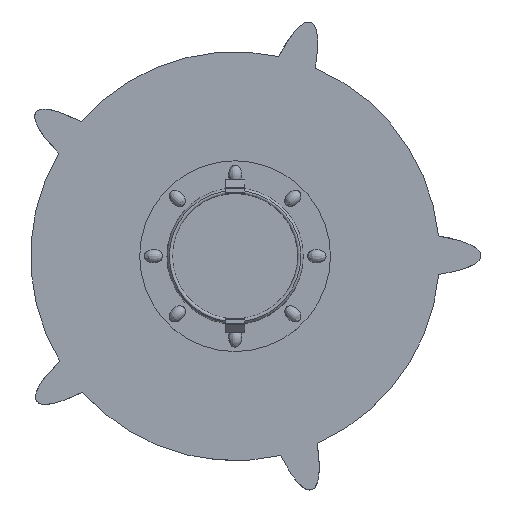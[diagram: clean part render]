
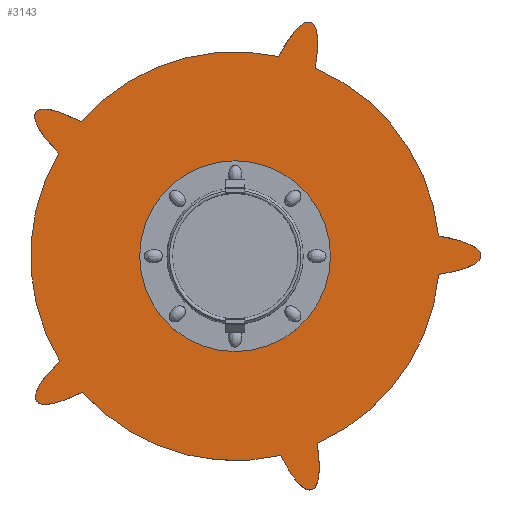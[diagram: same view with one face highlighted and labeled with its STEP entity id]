
A CAD part, top view. The second image highlights one B-rep face of the part: STEP entity #3143.
In plain terms, the highlighted planar face has unit normal (0, 0, 1).
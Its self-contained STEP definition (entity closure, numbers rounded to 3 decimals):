
#61=FACE_BOUND('',#481,.T.);
#79=PLANE('',#3363);
#217=CIRCLE('',#3349,75.);
#220=CIRCLE('',#3353,75.);
#221=CIRCLE('',#3355,75.);
#223=CIRCLE('',#3358,75.);
#226=CIRCLE('',#3362,75.);
#227=CIRCLE('',#3364,35.);
#297=FACE_OUTER_BOUND('',#480,.T.);
#480=EDGE_LOOP('',(#2250,#2251,#2252,#2253,#2254,#2255,#2256,#2257,#2258,
#2259));
#481=EDGE_LOOP('',(#2260));
#671=(
BOUNDED_CURVE()
B_SPLINE_CURVE(2,(#4518,#4519,#4520),.UNSPECIFIED.,.F.,.F.)
B_SPLINE_CURVE_WITH_KNOTS((3,3),(0.,3.406),.UNSPECIFIED.)
CURVE()
GEOMETRIC_REPRESENTATION_ITEM()
RATIONAL_B_SPLINE_CURVE((1.,0.519,1.))
REPRESENTATION_ITEM('')
);
#672=(
BOUNDED_CURVE()
B_SPLINE_CURVE(2,(#4675,#4676,#4677),.UNSPECIFIED.,.F.,.F.)
B_SPLINE_CURVE_WITH_KNOTS((3,3),(0.,3.406),.UNSPECIFIED.)
CURVE()
GEOMETRIC_REPRESENTATION_ITEM()
RATIONAL_B_SPLINE_CURVE((1.,0.519,1.))
REPRESENTATION_ITEM('')
);
#673=(
BOUNDED_CURVE()
B_SPLINE_CURVE(2,(#4826,#4827,#4828),.UNSPECIFIED.,.F.,.F.)
B_SPLINE_CURVE_WITH_KNOTS((3,3),(0.,3.406),.UNSPECIFIED.)
CURVE()
GEOMETRIC_REPRESENTATION_ITEM()
RATIONAL_B_SPLINE_CURVE((1.,0.519,1.))
REPRESENTATION_ITEM('')
);
#674=(
BOUNDED_CURVE()
B_SPLINE_CURVE(2,(#4978,#4979,#4980),.UNSPECIFIED.,.F.,.F.)
B_SPLINE_CURVE_WITH_KNOTS((3,3),(0.,3.406),.UNSPECIFIED.)
CURVE()
GEOMETRIC_REPRESENTATION_ITEM()
RATIONAL_B_SPLINE_CURVE((1.,0.519,1.))
REPRESENTATION_ITEM('')
);
#675=(
BOUNDED_CURVE()
B_SPLINE_CURVE(2,(#5126,#5127,#5128),.UNSPECIFIED.,.F.,.F.)
B_SPLINE_CURVE_WITH_KNOTS((3,3),(0.,3.406),.UNSPECIFIED.)
CURVE()
GEOMETRIC_REPRESENTATION_ITEM()
RATIONAL_B_SPLINE_CURVE((1.,0.519,1.))
REPRESENTATION_ITEM('')
);
#1437=VERTEX_POINT('',#4515);
#1438=VERTEX_POINT('',#4517);
#1439=VERTEX_POINT('',#4523);
#1442=VERTEX_POINT('',#4531);
#1444=VERTEX_POINT('',#4674);
#1445=VERTEX_POINT('',#4680);
#1448=VERTEX_POINT('',#4825);
#1449=VERTEX_POINT('',#4831);
#1452=VERTEX_POINT('',#4976);
#1454=VERTEX_POINT('',#4984);
#1455=VERTEX_POINT('',#5130);
#1761=EDGE_CURVE('',#1437,#1438,#671,.T.);
#1763=EDGE_CURVE('',#1439,#1438,#217,.T.);
#1768=EDGE_CURVE('',#1437,#1442,#220,.T.);
#1770=EDGE_CURVE('',#1439,#1444,#672,.T.);
#1772=EDGE_CURVE('',#1445,#1444,#221,.T.);
#1776=EDGE_CURVE('',#1445,#1448,#673,.T.);
#1778=EDGE_CURVE('',#1449,#1448,#223,.T.);
#1783=EDGE_CURVE('',#1452,#1442,#674,.T.);
#1786=EDGE_CURVE('',#1452,#1454,#226,.T.);
#1788=EDGE_CURVE('',#1449,#1454,#675,.T.);
#1789=EDGE_CURVE('',#1455,#1455,#227,.T.);
#2250=ORIENTED_EDGE('',*,*,#1778,.T.);
#2251=ORIENTED_EDGE('',*,*,#1776,.F.);
#2252=ORIENTED_EDGE('',*,*,#1772,.T.);
#2253=ORIENTED_EDGE('',*,*,#1770,.F.);
#2254=ORIENTED_EDGE('',*,*,#1763,.T.);
#2255=ORIENTED_EDGE('',*,*,#1761,.F.);
#2256=ORIENTED_EDGE('',*,*,#1768,.T.);
#2257=ORIENTED_EDGE('',*,*,#1783,.F.);
#2258=ORIENTED_EDGE('',*,*,#1786,.T.);
#2259=ORIENTED_EDGE('',*,*,#1788,.F.);
#2260=ORIENTED_EDGE('',*,*,#1789,.F.);
#3143=ADVANCED_FACE('',(#297,#61),#79,.T.);
#3349=AXIS2_PLACEMENT_3D('',#4524,#3572,#3573);
#3353=AXIS2_PLACEMENT_3D('',#4533,#3582,#3583);
#3355=AXIS2_PLACEMENT_3D('',#4681,#3587,#3588);
#3358=AXIS2_PLACEMENT_3D('',#4832,#3595,#3596);
#3362=AXIS2_PLACEMENT_3D('',#4986,#3606,#3607);
#3363=AXIS2_PLACEMENT_3D('',#5129,#3608,#3609);
#3364=AXIS2_PLACEMENT_3D('',#5131,#3610,#3611);
#3572=DIRECTION('center_axis',(0.,0.,1.));
#3573=DIRECTION('ref_axis',(1.,0.,0.));
#3582=DIRECTION('center_axis',(0.,0.,1.));
#3583=DIRECTION('ref_axis',(1.,0.,0.));
#3587=DIRECTION('center_axis',(0.,0.,1.));
#3588=DIRECTION('ref_axis',(1.,0.,0.));
#3595=DIRECTION('center_axis',(0.,0.,1.));
#3596=DIRECTION('ref_axis',(1.,0.,0.));
#3606=DIRECTION('center_axis',(0.,0.,1.));
#3607=DIRECTION('ref_axis',(1.,0.,0.));
#3608=DIRECTION('center_axis',(0.,0.,1.));
#3609=DIRECTION('ref_axis',(1.,0.,0.));
#3610=DIRECTION('center_axis',(0.,0.,1.));
#3611=DIRECTION('ref_axis',(1.,0.,0.));
#4515=CARTESIAN_POINT('',(15.974,73.279,0.));
#4517=CARTESIAN_POINT('',(29.453,68.975,0.));
#4518=CARTESIAN_POINT('Ctrl Pts',(15.974,73.279,0.));
#4519=CARTESIAN_POINT('Ctrl Pts',(37.082,114.127,0.));
#4520=CARTESIAN_POINT('Ctrl Pts',(29.453,68.975,0.));
#4523=CARTESIAN_POINT('',(74.629,7.453,0.));
#4524=CARTESIAN_POINT('Origin',(0.,0.,0.));
#4531=CARTESIAN_POINT('',(-56.497,49.326,0.));
#4533=CARTESIAN_POINT('Origin',(0.,0.,0.));
#4674=CARTESIAN_POINT('',(74.7,-6.697,0.));
#4675=CARTESIAN_POINT('Ctrl Pts',(74.629,7.453,0.));
#4676=CARTESIAN_POINT('Ctrl Pts',(120.,0.,0.));
#4677=CARTESIAN_POINT('Ctrl Pts',(74.7,-6.697,0.));
#4680=CARTESIAN_POINT('',(30.149,-68.673,0.));
#4681=CARTESIAN_POINT('Origin',(0.,0.,0.));
#4825=CARTESIAN_POINT('',(16.714,-73.114,0.));
#4826=CARTESIAN_POINT('Ctrl Pts',(30.149,-68.673,0.));
#4827=CARTESIAN_POINT('Ctrl Pts',(37.082,-114.127,0.));
#4828=CARTESIAN_POINT('Ctrl Pts',(16.714,-73.114,0.));
#4831=CARTESIAN_POINT('',(-55.995,-49.895,0.));
#4832=CARTESIAN_POINT('Origin',(0.,0.,0.));
#4976=CARTESIAN_POINT('',(-64.757,37.836,0.));
#4978=CARTESIAN_POINT('Ctrl Pts',(-64.757,37.836,0.));
#4979=CARTESIAN_POINT('Ctrl Pts',(-97.082,70.534,0.));
#4980=CARTESIAN_POINT('Ctrl Pts',(-56.497,49.326,0.));
#4984=CARTESIAN_POINT('',(-64.37,-38.49,0.));
#4986=CARTESIAN_POINT('Origin',(0.,0.,0.));
#5126=CARTESIAN_POINT('Ctrl Pts',(-55.995,-49.895,0.));
#5127=CARTESIAN_POINT('Ctrl Pts',(-97.082,-70.534,0.));
#5128=CARTESIAN_POINT('Ctrl Pts',(-64.37,-38.49,0.));
#5129=CARTESIAN_POINT('Origin',(0.,0.,0.));
#5130=CARTESIAN_POINT('',(-35.,0.,0.));
#5131=CARTESIAN_POINT('Origin',(0.,0.,0.));
